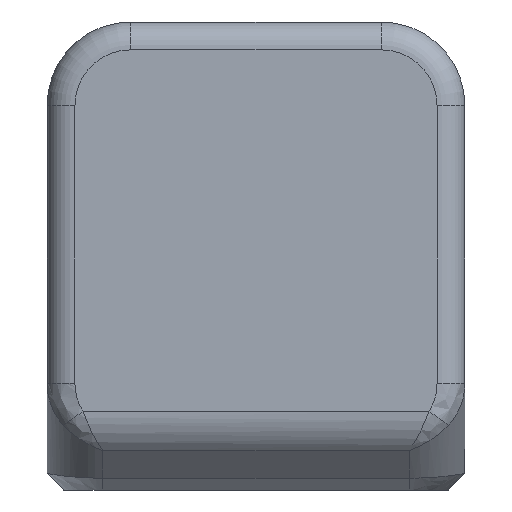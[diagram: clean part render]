
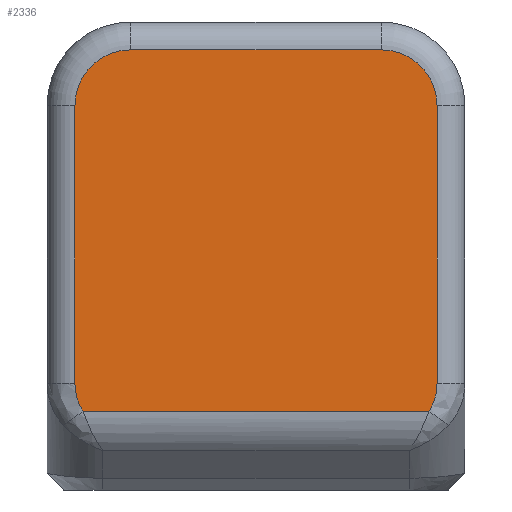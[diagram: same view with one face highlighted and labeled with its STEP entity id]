
A CAD part, front view. The second image highlights one B-rep face of the part: STEP entity #2336.
In plain terms, the highlighted planar face has unit normal (0, -1, 0).
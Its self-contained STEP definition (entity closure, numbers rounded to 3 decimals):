
#43=ELLIPSE('',#2544,1.414,1.);
#45=ELLIPSE('',#2549,1.414,1.);
#131=PLANE('',#2554);
#277=FACE_OUTER_BOUND('',#432,.T.);
#432=EDGE_LOOP('',(#1839,#1840,#1841,#1842,#1843,#1844,#1845,#1846));
#569=CIRCLE('',#2555,2.);
#570=CIRCLE('',#2556,2.);
#729=LINE('',#4161,#891);
#730=LINE('',#4164,#892);
#731=LINE('',#4168,#893);
#732=LINE('',#4172,#894);
#891=VECTOR('',#3046,10.);
#892=VECTOR('',#3049,10.);
#893=VECTOR('',#3054,10.);
#894=VECTOR('',#3057,10.);
#1068=VERTEX_POINT('',#4088);
#1069=VERTEX_POINT('',#4090);
#1070=VERTEX_POINT('',#4134);
#1071=VERTEX_POINT('',#4136);
#1072=VERTEX_POINT('',#4163);
#1073=VERTEX_POINT('',#4167);
#1074=VERTEX_POINT('',#4169);
#1075=VERTEX_POINT('',#4171);
#1337=EDGE_CURVE('',#1068,#1069,#43,.T.);
#1342=EDGE_CURVE('',#1071,#1070,#45,.T.);
#1344=EDGE_CURVE('',#1070,#1068,#729,.T.);
#1345=EDGE_CURVE('',#1069,#1072,#730,.T.);
#1347=EDGE_CURVE('',#1073,#1071,#731,.T.);
#1348=EDGE_CURVE('',#1074,#1073,#569,.T.);
#1349=EDGE_CURVE('',#1075,#1074,#732,.T.);
#1350=EDGE_CURVE('',#1072,#1075,#570,.T.);
#1839=ORIENTED_EDGE('',*,*,#1337,.F.);
#1840=ORIENTED_EDGE('',*,*,#1344,.F.);
#1841=ORIENTED_EDGE('',*,*,#1342,.F.);
#1842=ORIENTED_EDGE('',*,*,#1347,.F.);
#1843=ORIENTED_EDGE('',*,*,#1348,.F.);
#1844=ORIENTED_EDGE('',*,*,#1349,.F.);
#1845=ORIENTED_EDGE('',*,*,#1350,.F.);
#1846=ORIENTED_EDGE('',*,*,#1345,.F.);
#2336=ADVANCED_FACE('',(#277),#131,.T.);
#2544=AXIS2_PLACEMENT_3D('',#4091,#3030,#3031);
#2549=AXIS2_PLACEMENT_3D('',#4138,#3040,#3041);
#2554=AXIS2_PLACEMENT_3D('',#4166,#3052,#3053);
#2555=AXIS2_PLACEMENT_3D('',#4170,#3055,#3056);
#2556=AXIS2_PLACEMENT_3D('',#4173,#3058,#3059);
#3030=DIRECTION('center_axis',(0.,1.,0.));
#3031=DIRECTION('ref_axis',(0.,0.,-1.));
#3040=DIRECTION('center_axis',(0.,1.,0.));
#3041=DIRECTION('ref_axis',(0.,0.,-1.));
#3046=DIRECTION('',(-1.,0.,0.));
#3049=DIRECTION('',(0.,0.,1.));
#3052=DIRECTION('center_axis',(0.,-1.,0.));
#3053=DIRECTION('ref_axis',(0.,0.,-1.));
#3054=DIRECTION('',(0.,0.,-1.));
#3055=DIRECTION('center_axis',(0.,1.,0.));
#3056=DIRECTION('ref_axis',(0.707,0.,0.707));
#3057=DIRECTION('',(1.,0.,0.));
#3058=DIRECTION('center_axis',(0.,1.,0.));
#3059=DIRECTION('ref_axis',(-0.707,0.,0.707));
#4088=CARTESIAN_POINT('',(1.293,-3.,2.828));
#4090=CARTESIAN_POINT('',(1.,-3.,3.828));
#4091=CARTESIAN_POINT('Origin',(2.,-3.,3.828));
#4134=CARTESIAN_POINT('',(13.707,-3.,2.828));
#4136=CARTESIAN_POINT('',(14.,-3.,3.828));
#4138=CARTESIAN_POINT('Origin',(13.,-3.,3.828));
#4161=CARTESIAN_POINT('',(13.125,-3.,2.828));
#4163=CARTESIAN_POINT('',(1.,-3.,13.8));
#4164=CARTESIAN_POINT('',(1.,-3.,1.8));
#4166=CARTESIAN_POINT('Origin',(15.,-3.,1.8));
#4167=CARTESIAN_POINT('',(14.,-3.,13.8));
#4168=CARTESIAN_POINT('',(14.,-3.,1.8));
#4169=CARTESIAN_POINT('',(12.,-3.,15.8));
#4170=CARTESIAN_POINT('Origin',(12.,-3.,13.8));
#4171=CARTESIAN_POINT('',(3.,-3.,15.8));
#4172=CARTESIAN_POINT('',(11.25,-3.,15.8));
#4173=CARTESIAN_POINT('Origin',(3.,-3.,13.8));
